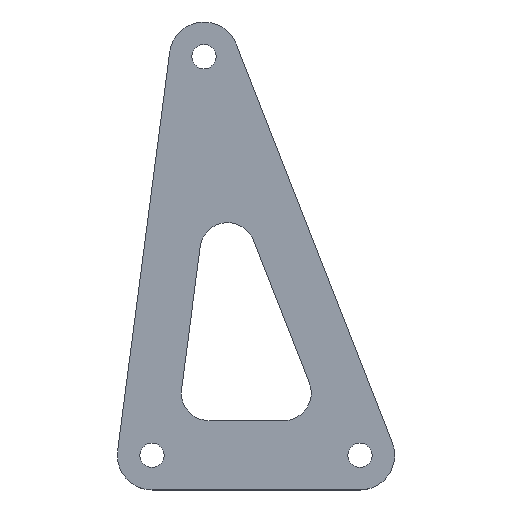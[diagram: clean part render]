
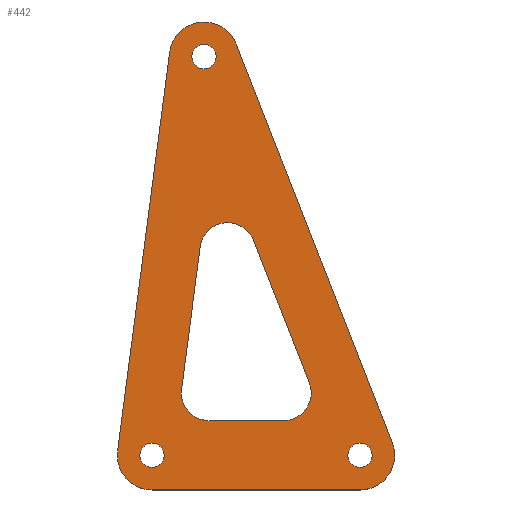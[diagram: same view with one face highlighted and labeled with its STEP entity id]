
A CAD part, top view. The second image highlights one B-rep face of the part: STEP entity #442.
In plain terms, the highlighted planar face has unit normal (0, 0, 1).
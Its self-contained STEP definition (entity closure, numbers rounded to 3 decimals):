
#93=CARTESIAN_POINT('',(0.,0.,4.));
#94=DIRECTION('',(0.,0.,-1.));
#95=DIRECTION('',(1.,0.,0.));
#96=AXIS2_PLACEMENT_3D('',#93,#94,#95);
#98=CARTESIAN_POINT('',(0.,0.,4.));
#99=DIRECTION('',(0.,0.,-1.));
#100=DIRECTION('',(-1.,0.,0.));
#101=AXIS2_PLACEMENT_3D('',#98,#99,#100);
#103=CARTESIAN_POINT('',(60.,0.,4.));
#104=DIRECTION('',(0.,0.,-1.));
#105=DIRECTION('',(1.,0.,0.));
#106=AXIS2_PLACEMENT_3D('',#103,#104,#105);
#108=CARTESIAN_POINT('',(60.,0.,4.));
#109=DIRECTION('',(0.,0.,-1.));
#110=DIRECTION('',(-1.,0.,0.));
#111=AXIS2_PLACEMENT_3D('',#108,#109,#110);
#113=CARTESIAN_POINT('',(15.,115.,4.));
#114=DIRECTION('',(0.,0.,-1.));
#115=DIRECTION('',(1.,0.,0.));
#116=AXIS2_PLACEMENT_3D('',#113,#114,#115);
#118=CARTESIAN_POINT('',(15.,115.,4.));
#119=DIRECTION('',(0.,0.,-1.));
#120=DIRECTION('',(-1.,0.,0.));
#121=AXIS2_PLACEMENT_3D('',#118,#119,#120);
#123=CARTESIAN_POINT('',(0.,0.,4.));
#124=DIRECTION('',(0.,0.,1.));
#125=DIRECTION('',(-0.992,0.129,0.));
#126=AXIS2_PLACEMENT_3D('',#123,#124,#125);
#128=DIRECTION('',(-0.129,-0.992,0.));
#129=VECTOR('',#128,115.974);
#130=CARTESIAN_POINT('',(5.084,116.293,4.));
#131=LINE('',#130,#129);
#132=CARTESIAN_POINT('',(15.,115.,4.));
#133=DIRECTION('',(0.,0.,1.));
#134=DIRECTION('',(0.931,0.364,0.));
#135=AXIS2_PLACEMENT_3D('',#132,#133,#134);
#137=DIRECTION('',(-0.364,0.931,0.));
#138=VECTOR('',#137,123.491);
#139=CARTESIAN_POINT('',(69.312,3.644,4.));
#140=LINE('',#139,#138);
#141=CARTESIAN_POINT('',(60.,0.,4.));
#142=DIRECTION('',(0.,0.,1.));
#143=DIRECTION('',(0.,-1.,0.));
#144=AXIS2_PLACEMENT_3D('',#141,#142,#143);
#146=DIRECTION('',(1.,0.,0.));
#147=VECTOR('',#146,60.);
#148=CARTESIAN_POINT('',(0.,-10.,4.));
#149=LINE('',#148,#147);
#150=CARTESIAN_POINT('',(16.466,18.,4.));
#151=DIRECTION('',(0.,0.,-1.));
#152=DIRECTION('',(0.,-1.,0.));
#153=AXIS2_PLACEMENT_3D('',#150,#151,#152);
#155=DIRECTION('',(-1.,0.,0.));
#156=VECTOR('',#155,21.456);
#157=CARTESIAN_POINT('',(37.923,10.,4.));
#158=LINE('',#157,#156);
#159=CARTESIAN_POINT('',(37.923,18.,4.));
#160=DIRECTION('',(0.,0.,-1.));
#161=DIRECTION('',(0.931,0.364,0.));
#162=AXIS2_PLACEMENT_3D('',#159,#160,#161);
#164=DIRECTION('',(0.364,-0.931,0.));
#165=VECTOR('',#164,44.161);
#166=CARTESIAN_POINT('',(29.28,62.04,4.));
#167=LINE('',#166,#165);
#168=CARTESIAN_POINT('',(21.831,59.125,4.));
#169=DIRECTION('',(0.,0.,-1.));
#170=DIRECTION('',(-0.992,0.129,0.));
#171=AXIS2_PLACEMENT_3D('',#168,#169,#170);
#173=DIRECTION('',(0.129,0.992,0.));
#174=VECTOR('',#173,41.473);
#175=CARTESIAN_POINT('',(8.534,19.035,4.));
#176=LINE('',#175,#174);
#277=CARTESIAN_POINT('',(3.5,0.,4.));
#278=CARTESIAN_POINT('',(-3.5,0.,4.));
#279=VERTEX_POINT('',#277);
#280=VERTEX_POINT('',#278);
#281=CARTESIAN_POINT('',(63.5,0.,4.));
#282=CARTESIAN_POINT('',(56.5,0.,4.));
#283=VERTEX_POINT('',#281);
#284=VERTEX_POINT('',#282);
#285=CARTESIAN_POINT('',(18.5,115.,4.));
#286=CARTESIAN_POINT('',(11.5,115.,4.));
#287=VERTEX_POINT('',#285);
#288=VERTEX_POINT('',#286);
#289=CARTESIAN_POINT('',(-9.916,1.293,4.));
#290=CARTESIAN_POINT('',(0.,-10.,4.));
#291=VERTEX_POINT('',#289);
#292=VERTEX_POINT('',#290);
#293=CARTESIAN_POINT('',(60.,-10.,4.));
#294=VERTEX_POINT('',#293);
#295=CARTESIAN_POINT('',(69.312,3.644,4.));
#296=VERTEX_POINT('',#295);
#297=CARTESIAN_POINT('',(24.312,118.644,4.));
#298=VERTEX_POINT('',#297);
#299=CARTESIAN_POINT('',(5.084,116.293,4.));
#300=VERTEX_POINT('',#299);
#301=CARTESIAN_POINT('',(16.466,10.,4.));
#302=CARTESIAN_POINT('',(8.534,19.035,4.));
#303=VERTEX_POINT('',#301);
#304=VERTEX_POINT('',#302);
#305=CARTESIAN_POINT('',(13.898,60.16,4.));
#306=VERTEX_POINT('',#305);
#307=CARTESIAN_POINT('',(29.28,62.04,4.));
#308=VERTEX_POINT('',#307);
#309=CARTESIAN_POINT('',(45.373,20.915,4.));
#310=VERTEX_POINT('',#309);
#311=CARTESIAN_POINT('',(37.923,10.,4.));
#312=VERTEX_POINT('',#311);
#393=CARTESIAN_POINT('',(0.,0.,4.));
#394=DIRECTION('',(0.,0.,1.));
#395=DIRECTION('',(1.,0.,0.));
#396=AXIS2_PLACEMENT_3D('',#393,#394,#395);
#397=PLANE('',#396);
#399=ORIENTED_EDGE('',*,*,#398,.F.);
#401=ORIENTED_EDGE('',*,*,#400,.F.);
#403=ORIENTED_EDGE('',*,*,#402,.F.);
#405=ORIENTED_EDGE('',*,*,#404,.F.);
#407=ORIENTED_EDGE('',*,*,#406,.F.);
#409=ORIENTED_EDGE('',*,*,#408,.F.);
#410=EDGE_LOOP('',(#399,#401,#403,#405,#407,#409));
#411=FACE_OUTER_BOUND('',#410,.F.);
#412=ORIENTED_EDGE('',*,*,#373,.F.);
#413=ORIENTED_EDGE('',*,*,#387,.F.);
#414=EDGE_LOOP('',(#412,#413));
#415=FACE_BOUND('',#414,.F.);
#417=ORIENTED_EDGE('',*,*,#416,.F.);
#419=ORIENTED_EDGE('',*,*,#418,.F.);
#420=EDGE_LOOP('',(#417,#419));
#421=FACE_BOUND('',#420,.F.);
#423=ORIENTED_EDGE('',*,*,#422,.F.);
#425=ORIENTED_EDGE('',*,*,#424,.F.);
#426=EDGE_LOOP('',(#423,#425));
#427=FACE_BOUND('',#426,.F.);
#429=ORIENTED_EDGE('',*,*,#428,.F.);
#431=ORIENTED_EDGE('',*,*,#430,.F.);
#433=ORIENTED_EDGE('',*,*,#432,.F.);
#435=ORIENTED_EDGE('',*,*,#434,.F.);
#437=ORIENTED_EDGE('',*,*,#436,.F.);
#439=ORIENTED_EDGE('',*,*,#438,.F.);
#440=EDGE_LOOP('',(#429,#431,#433,#435,#437,#439));
#441=FACE_BOUND('',#440,.F.);
#442=ADVANCED_FACE('',(#411,#415,#421,#427,#441),#397,.T.);
#97=CIRCLE('',#96,3.5);
#102=CIRCLE('',#101,3.5);
#107=CIRCLE('',#106,3.5);
#112=CIRCLE('',#111,3.5);
#117=CIRCLE('',#116,3.5);
#122=CIRCLE('',#121,3.5);
#127=CIRCLE('',#126,10.);
#136=CIRCLE('',#135,10.);
#145=CIRCLE('',#144,10.);
#154=CIRCLE('',#153,8.);
#163=CIRCLE('',#162,8.);
#172=CIRCLE('',#171,8.);
#373=EDGE_CURVE('',#279,#280,#97,.T.);
#387=EDGE_CURVE('',#280,#279,#102,.T.);
#398=EDGE_CURVE('',#291,#292,#127,.T.);
#400=EDGE_CURVE('',#300,#291,#131,.T.);
#402=EDGE_CURVE('',#298,#300,#136,.T.);
#404=EDGE_CURVE('',#296,#298,#140,.T.);
#406=EDGE_CURVE('',#294,#296,#145,.T.);
#408=EDGE_CURVE('',#292,#294,#149,.T.);
#416=EDGE_CURVE('',#283,#284,#107,.T.);
#418=EDGE_CURVE('',#284,#283,#112,.T.);
#422=EDGE_CURVE('',#287,#288,#117,.T.);
#424=EDGE_CURVE('',#288,#287,#122,.T.);
#428=EDGE_CURVE('',#303,#304,#154,.T.);
#430=EDGE_CURVE('',#312,#303,#158,.T.);
#432=EDGE_CURVE('',#310,#312,#163,.T.);
#434=EDGE_CURVE('',#308,#310,#167,.T.);
#436=EDGE_CURVE('',#306,#308,#172,.T.);
#438=EDGE_CURVE('',#304,#306,#176,.T.);
